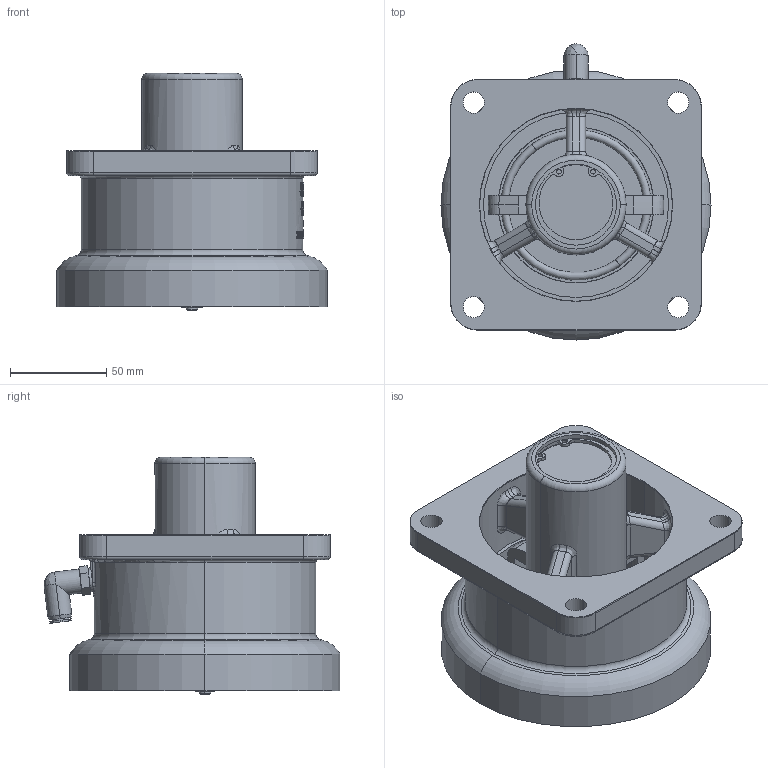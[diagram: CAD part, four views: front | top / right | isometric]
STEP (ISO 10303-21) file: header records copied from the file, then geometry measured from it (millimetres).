
FILE_DESCRIPTION (( 'STEP AP214' ), '1' );
FILE_NAME ('GPSV.STEP', '2012-08-01T11:34:49', ( 'Admin2' ), ( '' ), 'SwSTEP 2.0', 'SolidWorks 2010', '' );
FILE_SCHEMA (( 'AUTOMOTIVE_DESIGN' ));
Length unit declared in the file: millimetre
Products named in the file (1): GPSV
Bounding box: 140 x 153.46 x 123 mm (x, y, z)
Surface area: 132665.8 mm2 (no closed solid volume)
Topology: 0 solids, 17 shells, 1023 faces, 3093 edges, 2058 vertices
Faces by surface type: plane 677, cylinder 140, bspline 138, torus 44, cone 24
Entity records: 67549 total; most frequent: CARTESIAN_POINT 30229, ORIENTED_EDGE 5227, DIRECTION 4758, EDGE_CURVE 3089, VERTEX_POINT 2058, VECTOR 2038, LINE 2038, AXIS2_PLACEMENT_3D 1360
